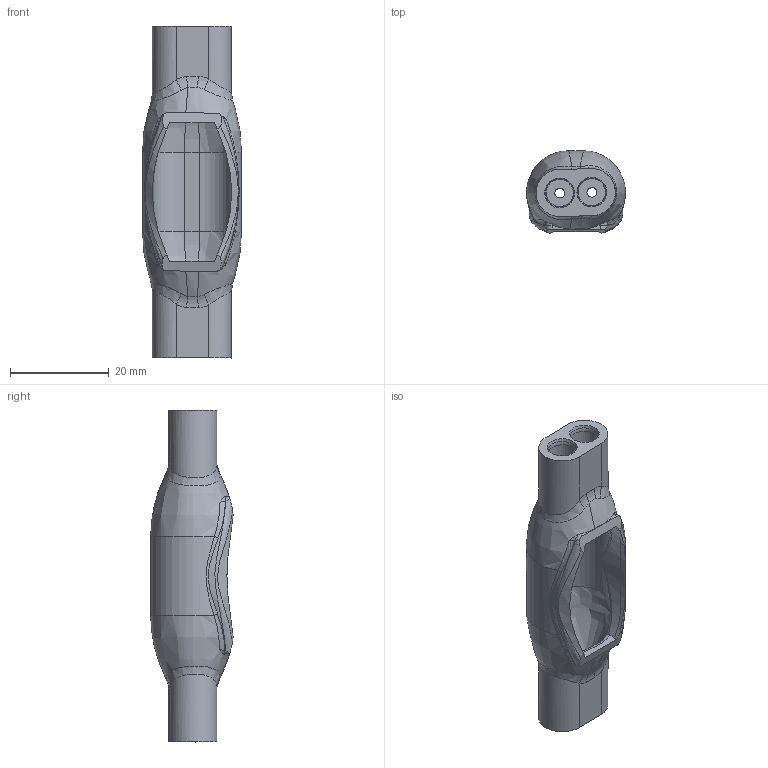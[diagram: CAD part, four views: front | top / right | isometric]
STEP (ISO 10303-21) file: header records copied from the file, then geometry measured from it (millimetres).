
FILE_DESCRIPTION(/* description */ (''),/* implementation_level */ '2;1');
FILE_NAME(/* name */ 'cable case standoff 2.stp',/* time_stamp */ '2018-09-05T01:09:29+02:00',/* author */ ('ari'),/* organization */ (''),/* preprocessor_version */ 'ST-DEVELOPER v16.5',/* originating_system */ 'Autodesk Inventor 2017',/* authorisation */ '');
FILE_SCHEMA (('AUTOMOTIVE_DESIGN { 1 0 10303 214 3 1 1 }'));
Length unit declared in the file: millimetre
Products named in the file (1): cable case offset 2
Bounding box: 20 x 16.64 x 67.07 mm (x, y, z)
Volume: 5918.7 mm3; surface area: 5772.1 mm2
Topology: 1 solids, 1 shells, 127 faces, 334 edges, 206 vertices
Faces by surface type: bspline 81, cylinder 20, plane 18, torus 4, cone 4
Full cylindrical faces by diameter (mm): 2 x4, 5.5 x4
Entity records: 6190 total; most frequent: CARTESIAN_POINT 3598, ORIENTED_EDGE 614, DIRECTION 356, EDGE_CURVE 307, VERTEX_POINT 202, EDGE_LOOP 155, AXIS2_PLACEMENT_3D 155, B_SPLINE_CURVE_WITH_KNOTS 153
